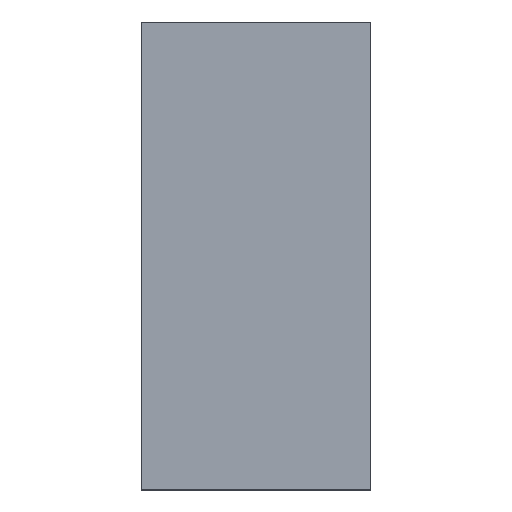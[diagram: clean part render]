
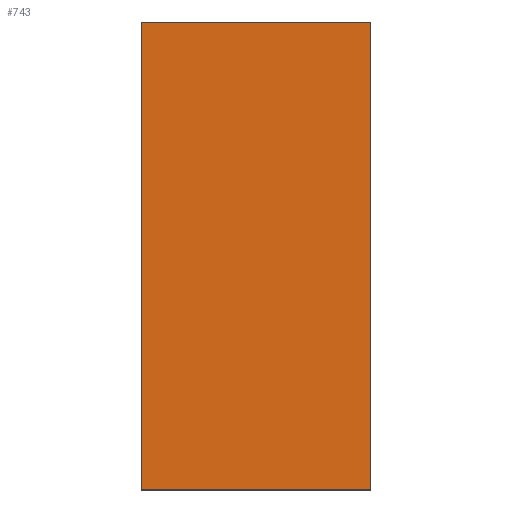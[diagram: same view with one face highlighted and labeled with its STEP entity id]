
A CAD part, top view. The second image highlights one B-rep face of the part: STEP entity #743.
In plain terms, the highlighted planar face has unit normal (0, 0, 1).
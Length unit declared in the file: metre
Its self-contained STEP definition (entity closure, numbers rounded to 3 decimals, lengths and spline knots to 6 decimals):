
#191 = DIRECTION ( 'NONE',  ( -1., 0., 0. ) ) ;
#242 = EDGE_CURVE ( 'NONE', #2205, #3194, #4054, .T. ) ;
#320 = CARTESIAN_POINT ( 'NONE',  ( -0.000855, 0.001905, 0.00468 ) ) ;
#475 = VECTOR ( 'NONE', #643, 1. ) ;
#567 = PLANE ( 'NONE',  #3348 ) ;
#610 = CARTESIAN_POINT ( 'NONE',  ( -0.000855, 0.001905, 0.00468 ) ) ;
#643 = DIRECTION ( 'NONE',  ( 0., 1., 0. ) ) ;
#711 = DIRECTION ( 'NONE',  ( 1., 0., 0. ) ) ;
#743 = ADVANCED_FACE ( '0', ( #3572 ), #567, .F. ) ;
#749 = EDGE_CURVE ( 'NONE', #2119, #2205, #1532, .T. ) ;
#750 = CARTESIAN_POINT ( 'NONE',  ( 0.008495, -0.017145, 0.00468 ) ) ;
#803 = EDGE_CURVE ( 'NONE', #3194, #2120, #2099, .T. ) ;
#916 = CARTESIAN_POINT ( 'NONE',  ( 0.008495, 0.001905, 0.00468 ) ) ;
#961 = ORIENTED_EDGE ( 'NONE', *, *, #749, .F. ) ;
#992 = VECTOR ( 'NONE', #2080, 1. ) ;
#1173 = ORIENTED_EDGE ( 'NONE', *, *, #803, .F. ) ;
#1195 = DIRECTION ( 'NONE',  ( 0., 0., -1. ) ) ;
#1532 = LINE ( 'NONE', #610, #475 ) ;
#1537 = DIRECTION ( 'NONE',  ( -1., 0., 0. ) ) ;
#1551 = CARTESIAN_POINT ( 'NONE',  ( 0.008495, -0.017145, 0.00468 ) ) ;
#1763 = EDGE_CURVE ( 'NONE', #2120, #2119, #1897, .T. ) ;
#1897 = LINE ( 'NONE', #2621, #3898 ) ;
#1921 = VECTOR ( 'NONE', #711, 1. ) ;
#2080 = DIRECTION ( 'NONE',  ( 0., -1., 0. ) ) ;
#2099 = LINE ( 'NONE', #750, #992 ) ;
#2119 = VERTEX_POINT ( 'NONE', #3325 ) ;
#2120 = VERTEX_POINT ( 'NONE', #1551 ) ;
#2205 = VERTEX_POINT ( 'NONE', #320 ) ;
#2256 = ORIENTED_EDGE ( 'NONE', *, *, #1763, .F. ) ;
#2579 = ORIENTED_EDGE ( 'NONE', *, *, #242, .F. ) ;
#2621 = CARTESIAN_POINT ( 'NONE',  ( 0.000635, -0.017145, 0.00468 ) ) ;
#3061 = CARTESIAN_POINT ( 'NONE',  ( 0.006985, 0.001905, 0.00468 ) ) ;
#3194 = VERTEX_POINT ( 'NONE', #916 ) ;
#3325 = CARTESIAN_POINT ( 'NONE',  ( -0.000855, -0.017145, 0.00468 ) ) ;
#3348 = AXIS2_PLACEMENT_3D ( 'NONE', #4203, #1195, #191 ) ;
#3572 = FACE_OUTER_BOUND ( 'NONE', #3895, .T. ) ;
#3895 = EDGE_LOOP ( 'NONE', ( #961, #2256, #1173, #2579 ) ) ;
#3898 = VECTOR ( 'NONE', #1537, 1. ) ;
#4054 = LINE ( 'NONE', #3061, #1921 ) ;
#4203 = CARTESIAN_POINT ( 'NONE',  ( 0.006586, -0.016746, 0.00468 ) ) ;
